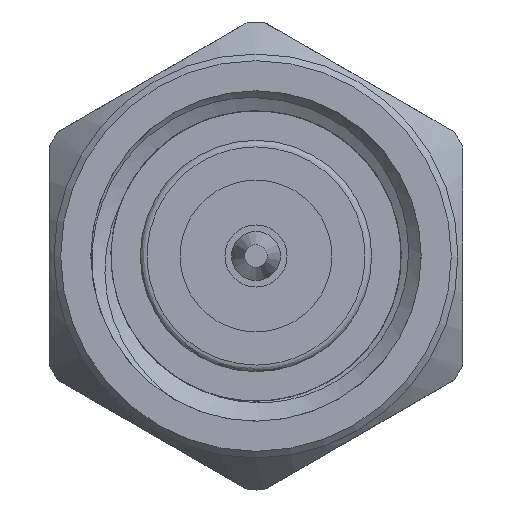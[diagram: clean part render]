
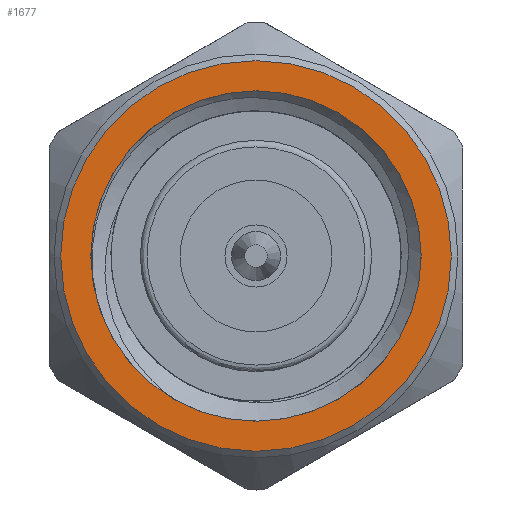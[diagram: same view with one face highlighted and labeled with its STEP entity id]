
A CAD part, left-side view. The second image highlights one B-rep face of the part: STEP entity #1677.
In plain terms, the highlighted planar face has unit normal (-1, 0, 0).
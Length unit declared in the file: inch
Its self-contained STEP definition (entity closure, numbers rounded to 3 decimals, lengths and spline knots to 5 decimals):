
#106 = DIRECTION ( 'NONE',  ( 1., 0., 0. ) ) ;
#222 = CARTESIAN_POINT ( 'NONE',  ( 0., 0., -0.14779 ) ) ;
#371 = DIRECTION ( 'NONE',  ( 1., 0., 0. ) ) ;
#766 = DIRECTION ( 'NONE',  ( 1., 0., 0. ) ) ;
#992 = ORIENTED_EDGE ( 'NONE', *, *, #2294, .T. ) ;
#1168 = FACE_OUTER_BOUND ( 'NONE', #3776, .T. ) ;
#1677 = ADVANCED_FACE ( 'NONE', ( #1168, #6271 ), #3041, .F. ) ;
#1924 = DIRECTION ( 'NONE',  ( 0., 0., -1. ) ) ;
#2134 = CARTESIAN_POINT ( 'NONE',  ( 0., 0., 0.125 ) ) ;
#2294 = EDGE_CURVE ( 'NONE', #2546, #2546, #4827, .T. ) ;
#2546 = VERTEX_POINT ( 'NONE', #2134 ) ;
#2824 = EDGE_CURVE ( 'NONE', #2857, #2857, #6139, .T. ) ;
#2857 = VERTEX_POINT ( 'NONE', #222 ) ;
#3041 = PLANE ( 'NONE',  #3147 ) ;
#3147 = AXIS2_PLACEMENT_3D ( 'NONE', #5081, #106, #4621 ) ;
#3454 = CARTESIAN_POINT ( 'NONE',  ( 0., 0., 0. ) ) ;
#3776 = EDGE_LOOP ( 'NONE', ( #6020 ) ) ;
#4382 = EDGE_LOOP ( 'NONE', ( #992 ) ) ;
#4621 = DIRECTION ( 'NONE',  ( 0., 0., -1. ) ) ;
#4827 = CIRCLE ( 'NONE', #5564, 0.125 ) ;
#4852 = AXIS2_PLACEMENT_3D ( 'NONE', #3454, #371, #1924 ) ;
#5081 = CARTESIAN_POINT ( 'NONE',  ( 0., 0., 0. ) ) ;
#5564 = AXIS2_PLACEMENT_3D ( 'NONE', #6465, #766, #6490 ) ;
#6020 = ORIENTED_EDGE ( 'NONE', *, *, #2824, .F. ) ;
#6139 = CIRCLE ( 'NONE', #4852, 0.14779 ) ;
#6271 = FACE_BOUND ( 'NONE', #4382, .T. ) ;
#6465 = CARTESIAN_POINT ( 'NONE',  ( 0., 0., 0. ) ) ;
#6490 = DIRECTION ( 'NONE',  ( 0., 0., 1. ) ) ;
